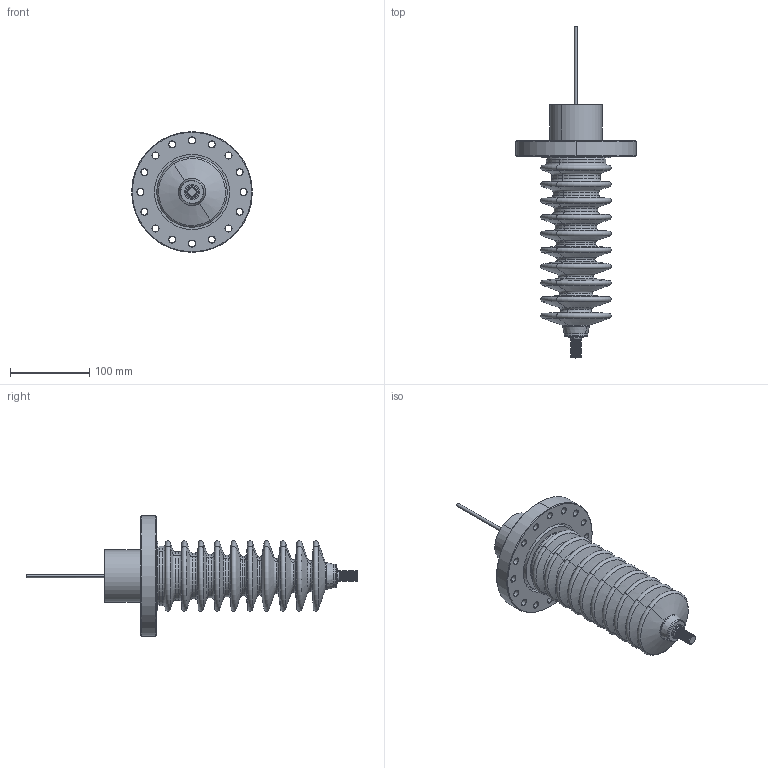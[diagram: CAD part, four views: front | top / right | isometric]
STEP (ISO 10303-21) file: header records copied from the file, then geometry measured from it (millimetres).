
FILE_DESCRIPTION (( 'STEP AP203' ), '1' );
FILE_NAME ('A20322-1-CF.STEP', '2020-05-13T12:00:30', ( '' ), ( '' ), 'SwSTEP 2.0', 'SolidWorks 2020', '' );
FILE_SCHEMA (( 'CONFIG_CONTROL_DESIGN' ));
Length unit declared in the file: inch
Products named in the file (1): A20322-1-CF
Bounding box: 152.4 x 419.1 x 152.4 mm (x, y, z)
Volume: 1137733.1 mm3; surface area: 205001.8 mm2
Topology: 1 solids, 2 shells, 357 faces, 762 edges, 422 vertices
Faces by surface type: cone 194, cylinder 72, torus 64, plane 27
Entity records: 9695 total; most frequent: DIRECTION 1944, CARTESIAN_POINT 1560, ORIENTED_EDGE 1524, AXIS2_PLACEMENT_3D 830, EDGE_CURVE 762, CIRCLE 472, VERTEX_POINT 422, EDGE_LOOP 404
